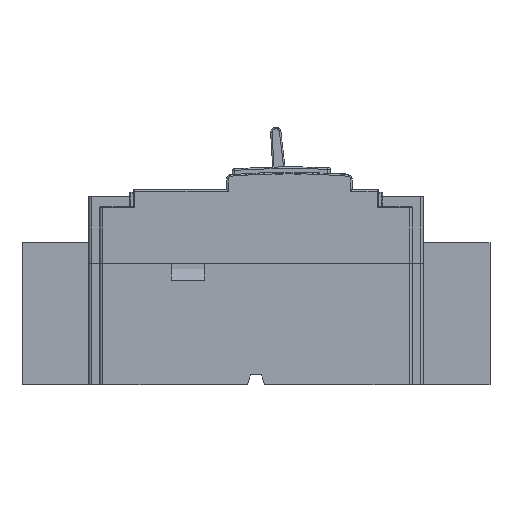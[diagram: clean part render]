
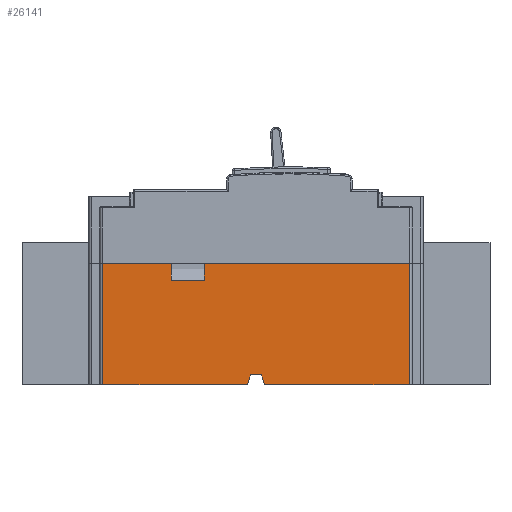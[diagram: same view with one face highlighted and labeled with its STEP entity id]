
A CAD part, left-side view. The second image highlights one B-rep face of the part: STEP entity #26141.
In plain terms, the highlighted planar face has unit normal (1, 0, 0).
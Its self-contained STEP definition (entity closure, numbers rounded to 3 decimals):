
#659 = EDGE_CURVE ( 'NONE', #53130, #12291, #17558, .T. ) ;
#707 = VERTEX_POINT ( 'NONE', #46926 ) ;
#1719 = PLANE ( 'NONE',  #43566 ) ;
#3571 = ORIENTED_EDGE ( 'NONE', *, *, #7596, .F. ) ;
#4508 = VECTOR ( 'NONE', #4681, 1000. ) ;
#4681 = DIRECTION ( 'NONE',  ( 0., 0., 1. ) ) ;
#5462 = CARTESIAN_POINT ( 'NONE',  ( -30.087, 31.197, 47.487 ) ) ;
#6035 = VECTOR ( 'NONE', #41590, 1000. ) ;
#6209 = ORIENTED_EDGE ( 'NONE', *, *, #57411, .F. ) ;
#6699 = FACE_OUTER_BOUND ( 'NONE', #28099, .T. ) ;
#7072 = DIRECTION ( 'NONE',  ( 0., 0., -1. ) ) ;
#7596 = EDGE_CURVE ( 'NONE', #61135, #36183, #51504, .T. ) ;
#9340 = VECTOR ( 'NONE', #30846, 1000. ) ;
#10494 = VERTEX_POINT ( 'NONE', #12517 ) ;
#10991 = LINE ( 'NONE', #57535, #9340 ) ;
#11392 = EDGE_CURVE ( 'NONE', #707, #22310, #32932, .T. ) ;
#11607 = VERTEX_POINT ( 'NONE', #33174 ) ;
#12291 = VERTEX_POINT ( 'NONE', #13148 ) ;
#12517 = CARTESIAN_POINT ( 'NONE',  ( -30.087, -26.803, 13.5 ) ) ;
#12995 = LINE ( 'NONE', #53375, #25550 ) ;
#13148 = CARTESIAN_POINT ( 'NONE',  ( -30.087, 30.197, 53.5 ) ) ;
#13813 = ORIENTED_EDGE ( 'NONE', *, *, #47921, .T. ) ;
#14151 = VECTOR ( 'NONE', #16306, 1000. ) ;
#14189 = ORIENTED_EDGE ( 'NONE', *, *, #66979, .F. ) ;
#15150 = CARTESIAN_POINT ( 'NONE',  ( -30.087, 35.197, 10. ) ) ;
#16306 = DIRECTION ( 'NONE',  ( 0., -0.275, -0.962 ) ) ;
#17073 = ORIENTED_EDGE ( 'NONE', *, *, #659, .T. ) ;
#17558 = LINE ( 'NONE', #19541, #38537 ) ;
#19541 = CARTESIAN_POINT ( 'NONE',  ( -30.087, 30.197, 53.5 ) ) ;
#20586 = DIRECTION ( 'NONE',  ( 0., -1., 0. ) ) ;
#22310 = VERTEX_POINT ( 'NONE', #37927 ) ;
#22922 = ORIENTED_EDGE ( 'NONE', *, *, #11392, .T. ) ;
#22985 = VECTOR ( 'NONE', #30302, 1000. ) ;
#24380 = VECTOR ( 'NONE', #20586, 1000. ) ;
#24918 = EDGE_CURVE ( 'NONE', #67220, #50851, #48713, .T. ) ;
#25550 = VECTOR ( 'NONE', #26436, 1000. ) ;
#25701 = VERTEX_POINT ( 'NONE', #50875 ) ;
#25906 = CARTESIAN_POINT ( 'NONE',  ( -30.087, 35.197, 10. ) ) ;
#26141 = ADVANCED_FACE ( 'NONE', ( #6699 ), #1719, .T. ) ;
#26436 = DIRECTION ( 'NONE',  ( 0., 1., 0. ) ) ;
#28099 = EDGE_LOOP ( 'NONE', ( #28797, #13813, #6209, #39200, #14189, #3571, #47446, #17073, #40566, #42961, #39390, #22922 ) ) ;
#28477 = CARTESIAN_POINT ( 'NONE',  ( -30.087, 5.697, 47.487 ) ) ;
#28748 = DIRECTION ( 'NONE',  ( 0., 1., 0. ) ) ;
#28797 = ORIENTED_EDGE ( 'NONE', *, *, #45825, .F. ) ;
#30302 = DIRECTION ( 'NONE',  ( 0., -0.275, 0.962 ) ) ;
#30846 = DIRECTION ( 'NONE',  ( 0., 0., -1. ) ) ;
#32036 = VECTOR ( 'NONE', #28748, 1000. ) ;
#32932 = LINE ( 'NONE', #36687, #4508 ) ;
#33174 = CARTESIAN_POINT ( 'NONE',  ( -30.087, -27.803, 10. ) ) ;
#33597 = LINE ( 'NONE', #25906, #44439 ) ;
#35719 = CARTESIAN_POINT ( 'NONE',  ( -30.087, -21.803, 10. ) ) ;
#35825 = CARTESIAN_POINT ( 'NONE',  ( -30.087, -79.803, 10. ) ) ;
#35992 = EDGE_CURVE ( 'NONE', #10494, #11607, #56857, .T. ) ;
#36183 = VERTEX_POINT ( 'NONE', #44812 ) ;
#36687 = CARTESIAN_POINT ( 'NONE',  ( -30.087, -6.303, 53.5 ) ) ;
#37927 = CARTESIAN_POINT ( 'NONE',  ( -30.087, -6.303, 53.5 ) ) ;
#38537 = VECTOR ( 'NONE', #68015, 1000. ) ;
#39094 = DIRECTION ( 'NONE',  ( 1., 0., 0. ) ) ;
#39200 = ORIENTED_EDGE ( 'NONE', *, *, #35992, .F. ) ;
#39390 = ORIENTED_EDGE ( 'NONE', *, *, #61312, .T. ) ;
#39788 = LINE ( 'NONE', #48799, #66597 ) ;
#40308 = LINE ( 'NONE', #15150, #24380 ) ;
#40566 = ORIENTED_EDGE ( 'NONE', *, *, #41632, .F. ) ;
#41448 = CARTESIAN_POINT ( 'NONE',  ( -30.087, -21.803, 10. ) ) ;
#41590 = DIRECTION ( 'NONE',  ( 0., 0., -1. ) ) ;
#41632 = EDGE_CURVE ( 'NONE', #67220, #12291, #12995, .T. ) ;
#42961 = ORIENTED_EDGE ( 'NONE', *, *, #24918, .T. ) ;
#42976 = CARTESIAN_POINT ( 'NONE',  ( -30.087, -27.803, 10. ) ) ;
#43566 = AXIS2_PLACEMENT_3D ( 'NONE', #49629, #39094, #7072 ) ;
#44439 = VECTOR ( 'NONE', #63328, 1000. ) ;
#44812 = CARTESIAN_POINT ( 'NONE',  ( -30.087, -22.803, 13.5 ) ) ;
#45825 = EDGE_CURVE ( 'NONE', #25701, #22310, #60488, .T. ) ;
#46604 = LINE ( 'NONE', #5462, #62501 ) ;
#46926 = CARTESIAN_POINT ( 'NONE',  ( -30.087, -6.303, 47.487 ) ) ;
#46983 = CARTESIAN_POINT ( 'NONE',  ( -30.087, 5.697, 53.5 ) ) ;
#47446 = ORIENTED_EDGE ( 'NONE', *, *, #51948, .F. ) ;
#47921 = EDGE_CURVE ( 'NONE', #25701, #68519, #10991, .T. ) ;
#48493 = CARTESIAN_POINT ( 'NONE',  ( -30.087, 30.197, 10. ) ) ;
#48713 = LINE ( 'NONE', #46983, #6035 ) ;
#48799 = CARTESIAN_POINT ( 'NONE',  ( -30.087, -26.803, 13.5 ) ) ;
#49629 = CARTESIAN_POINT ( 'NONE',  ( -30.087, 31.197, 53.5 ) ) ;
#50851 = VERTEX_POINT ( 'NONE', #28477 ) ;
#50875 = CARTESIAN_POINT ( 'NONE',  ( -30.087, -79.803, 53.5 ) ) ;
#51504 = LINE ( 'NONE', #35719, #22985 ) ;
#51948 = EDGE_CURVE ( 'NONE', #53130, #61135, #40308, .T. ) ;
#53130 = VERTEX_POINT ( 'NONE', #48493 ) ;
#53375 = CARTESIAN_POINT ( 'NONE',  ( -30.087, 35.197, 53.5 ) ) ;
#54163 = DIRECTION ( 'NONE',  ( 0., -1., 0. ) ) ;
#56857 = LINE ( 'NONE', #42976, #14151 ) ;
#57411 = EDGE_CURVE ( 'NONE', #11607, #68519, #33597, .T. ) ;
#57535 = CARTESIAN_POINT ( 'NONE',  ( -30.087, -79.803, 53.5 ) ) ;
#60488 = LINE ( 'NONE', #66212, #32036 ) ;
#61135 = VERTEX_POINT ( 'NONE', #41448 ) ;
#61312 = EDGE_CURVE ( 'NONE', #50851, #707, #46604, .T. ) ;
#62501 = VECTOR ( 'NONE', #64144, 1000. ) ;
#63328 = DIRECTION ( 'NONE',  ( 0., -1., 0. ) ) ;
#64144 = DIRECTION ( 'NONE',  ( 0., -1., 0. ) ) ;
#66212 = CARTESIAN_POINT ( 'NONE',  ( -30.087, 35.197, 53.5 ) ) ;
#66597 = VECTOR ( 'NONE', #54163, 1000. ) ;
#66979 = EDGE_CURVE ( 'NONE', #36183, #10494, #39788, .T. ) ;
#67021 = CARTESIAN_POINT ( 'NONE',  ( -30.087, 5.697, 53.5 ) ) ;
#67220 = VERTEX_POINT ( 'NONE', #67021 ) ;
#68015 = DIRECTION ( 'NONE',  ( 0., 0., 1. ) ) ;
#68519 = VERTEX_POINT ( 'NONE', #35825 ) ;
